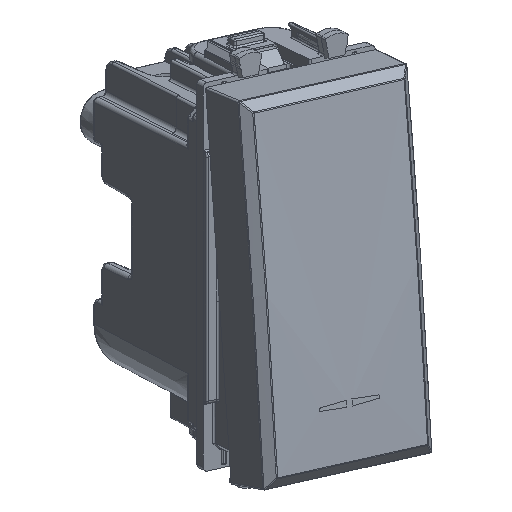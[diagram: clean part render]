
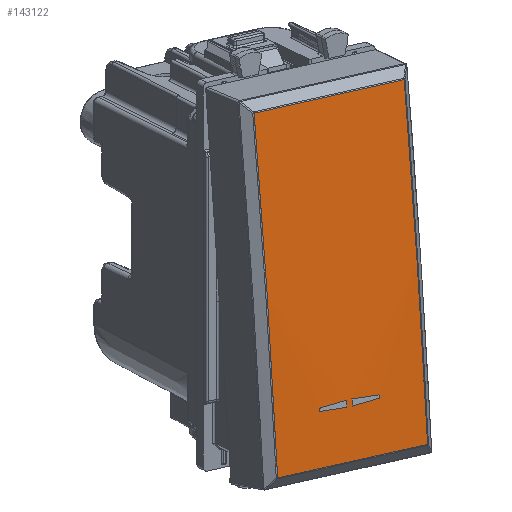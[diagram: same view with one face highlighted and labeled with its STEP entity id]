
A CAD part, top view. The second image highlights one B-rep face of the part: STEP entity #143122.
In plain terms, the highlighted cylindrical face has radius 791.456 mm (diameter 1582.91 mm), a partial arc.
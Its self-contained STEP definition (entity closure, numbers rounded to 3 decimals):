
#143003=CARTESIAN_POINT('Axis2P3D Location',(0.,0.,-775.856)) ;
#143009=CARTESIAN_POINT('Control Point',(9.75,-20.496,15.335)) ;
#143010=CARTESIAN_POINT('Control Point',(9.741,-6.835,15.688)) ;
#143011=CARTESIAN_POINT('Control Point',(9.741,6.835,15.688)) ;
#143012=CARTESIAN_POINT('Control Point',(9.75,20.496,15.335)) ;
#143013=CARTESIAN_POINT('Vertex',(9.75,-20.496,15.335)) ;
#143015=CARTESIAN_POINT('Vertex',(9.75,20.496,15.335)) ;
#143018=CARTESIAN_POINT('Line Origine',(0.,20.496,15.335)) ;
#143022=CARTESIAN_POINT('Vertex',(-9.75,20.496,15.335)) ;
#143026=CARTESIAN_POINT('Control Point',(-9.75,-20.496,15.335)) ;
#143027=CARTESIAN_POINT('Control Point',(-9.741,-6.835,15.688)) ;
#143028=CARTESIAN_POINT('Control Point',(-9.741,6.835,15.688)) ;
#143029=CARTESIAN_POINT('Control Point',(-9.75,20.496,15.335)) ;
#143030=CARTESIAN_POINT('Vertex',(-9.75,-20.496,15.335)) ;
#143033=CARTESIAN_POINT('Line Origine',(0.,-20.496,15.335)) ;
#143045=CARTESIAN_POINT('Control Point',(3.77,-13.751,15.481)) ;
#143046=CARTESIAN_POINT('Control Point',(2.642,-13.636,15.483)) ;
#143047=CARTESIAN_POINT('Control Point',(1.509,-13.569,15.484)) ;
#143048=CARTESIAN_POINT('Control Point',(0.375,-13.55,15.484)) ;
#143049=CARTESIAN_POINT('Vertex',(0.375,-13.55,15.484)) ;
#143051=CARTESIAN_POINT('Vertex',(3.77,-13.751,15.481)) ;
#143055=CARTESIAN_POINT('Control Point',(3.77,-14.149,15.474)) ;
#143056=CARTESIAN_POINT('Control Point',(3.887,-14.137,15.474)) ;
#143057=CARTESIAN_POINT('Control Point',(3.999,-14.04,15.475)) ;
#143058=CARTESIAN_POINT('Control Point',(3.999,-13.86,15.479)) ;
#143059=CARTESIAN_POINT('Control Point',(3.887,-13.763,15.48)) ;
#143060=CARTESIAN_POINT('Control Point',(3.77,-13.751,15.481)) ;
#143061=CARTESIAN_POINT('Vertex',(3.77,-14.149,15.474)) ;
#143065=CARTESIAN_POINT('Control Point',(0.375,-14.35,15.47)) ;
#143066=CARTESIAN_POINT('Control Point',(1.509,-14.331,15.47)) ;
#143067=CARTESIAN_POINT('Control Point',(2.642,-14.264,15.471)) ;
#143068=CARTESIAN_POINT('Control Point',(3.77,-14.149,15.474)) ;
#143069=CARTESIAN_POINT('Vertex',(0.375,-14.35,15.47)) ;
#143072=CARTESIAN_POINT('Axis2P3D Location',(0.375,0.,-775.856)) ;
#143083=CARTESIAN_POINT('Axis2P3D Location',(-0.375,0.,-775.856)) ;
#143087=CARTESIAN_POINT('Vertex',(-0.375,-13.55,15.484)) ;
#143089=CARTESIAN_POINT('Vertex',(-0.375,-14.35,15.47)) ;
#143093=CARTESIAN_POINT('Control Point',(-0.375,-14.35,15.47)) ;
#143094=CARTESIAN_POINT('Control Point',(-1.509,-14.331,15.47)) ;
#143095=CARTESIAN_POINT('Control Point',(-2.642,-14.264,15.471)) ;
#143096=CARTESIAN_POINT('Control Point',(-3.77,-14.149,15.474)) ;
#143097=CARTESIAN_POINT('Vertex',(-3.77,-14.149,15.474)) ;
#143101=CARTESIAN_POINT('Control Point',(-3.77,-14.149,15.474)) ;
#143102=CARTESIAN_POINT('Control Point',(-3.887,-14.137,15.474)) ;
#143103=CARTESIAN_POINT('Control Point',(-3.999,-14.04,15.475)) ;
#143104=CARTESIAN_POINT('Control Point',(-3.999,-13.86,15.479)) ;
#143105=CARTESIAN_POINT('Control Point',(-3.887,-13.763,15.48)) ;
#143106=CARTESIAN_POINT('Control Point',(-3.77,-13.751,15.481)) ;
#143107=CARTESIAN_POINT('Vertex',(-3.77,-13.751,15.481)) ;
#143111=CARTESIAN_POINT('Control Point',(-3.77,-13.751,15.481)) ;
#143112=CARTESIAN_POINT('Control Point',(-2.642,-13.636,15.483)) ;
#143113=CARTESIAN_POINT('Control Point',(-1.509,-13.569,15.484)) ;
#143114=CARTESIAN_POINT('Control Point',(-0.375,-13.55,15.484)) ;
#143004=DIRECTION('Axis2P3D Direction',(-1.,0.,0.)) ;
#143005=DIRECTION('Axis2P3D XDirection',(0.,-0.028,1.)) ;
#143019=DIRECTION('Vector Direction',(-1.,0.,0.)) ;
#143034=DIRECTION('Vector Direction',(-1.,0.,0.)) ;
#143073=DIRECTION('Axis2P3D Direction',(-1.,0.,0.)) ;
#143084=DIRECTION('Axis2P3D Direction',(-1.,0.,0.)) ;
#143006=AXIS2_PLACEMENT_3D('Cylinder Axis2P3D',#143003,#143004,#143005) ;
#143074=AXIS2_PLACEMENT_3D('Circle Axis2P3D',#143072,#143073,$) ;
#143085=AXIS2_PLACEMENT_3D('Circle Axis2P3D',#143083,#143084,$) ;
#143039=ORIENTED_EDGE('',*,*,#143017,.T.) ;
#143040=ORIENTED_EDGE('',*,*,#143024,.T.) ;
#143041=ORIENTED_EDGE('',*,*,#143032,.T.) ;
#143042=ORIENTED_EDGE('',*,*,#143037,.T.) ;
#143078=ORIENTED_EDGE('',*,*,#143053,.T.) ;
#143079=ORIENTED_EDGE('',*,*,#143063,.T.) ;
#143080=ORIENTED_EDGE('',*,*,#143071,.T.) ;
#143081=ORIENTED_EDGE('',*,*,#143076,.T.) ;
#143117=ORIENTED_EDGE('',*,*,#143091,.T.) ;
#143118=ORIENTED_EDGE('',*,*,#143099,.T.) ;
#143119=ORIENTED_EDGE('',*,*,#143109,.T.) ;
#143120=ORIENTED_EDGE('',*,*,#143115,.T.) ;
#143082=FACE_BOUND('',#143077,.T.) ;
#143121=FACE_BOUND('',#143116,.T.) ;
#143020=VECTOR('Line Direction',#143019,1.) ;
#143035=VECTOR('Line Direction',#143034,1.) ;
#143122=ADVANCED_FACE('PartBody',(#143043,#143082,#143121),#143007,.T.) ;
#143008=B_SPLINE_CURVE_WITH_KNOTS('',3,(#143009,#143010,#143011,#143012),.UNSPECIFIED.,.F.,.U.,(4,4),(17.303,88.274),.UNSPECIFIED.) ;
#143025=B_SPLINE_CURVE_WITH_KNOTS('',3,(#143026,#143027,#143028,#143029),.UNSPECIFIED.,.F.,.U.,(4,4),(17.303,88.274),.UNSPECIFIED.) ;
#143044=B_SPLINE_CURVE_WITH_KNOTS('',3,(#143045,#143046,#143047,#143048),.UNSPECIFIED.,.F.,.U.,(4,4),(0.,4.812),.UNSPECIFIED.) ;
#143054=B_SPLINE_CURVE_WITH_KNOTS('',5,(#143055,#143056,#143057,#143058,#143059,#143060),.UNSPECIFIED.,.F.,.U.,(6,6),(0.,0.83),.UNSPECIFIED.) ;
#143064=B_SPLINE_CURVE_WITH_KNOTS('',3,(#143065,#143066,#143067,#143068),.UNSPECIFIED.,.F.,.U.,(4,4),(0.,4.812),.UNSPECIFIED.) ;
#143092=B_SPLINE_CURVE_WITH_KNOTS('',3,(#143093,#143094,#143095,#143096),.UNSPECIFIED.,.F.,.U.,(4,4),(0.,4.812),.UNSPECIFIED.) ;
#143100=B_SPLINE_CURVE_WITH_KNOTS('',5,(#143101,#143102,#143103,#143104,#143105,#143106),.UNSPECIFIED.,.F.,.U.,(6,6),(0.,0.83),.UNSPECIFIED.) ;
#143110=B_SPLINE_CURVE_WITH_KNOTS('',3,(#143111,#143112,#143113,#143114),.UNSPECIFIED.,.F.,.U.,(4,4),(0.,4.812),.UNSPECIFIED.) ;
#143075=CIRCLE('generated circle',#143074,791.456) ;
#143086=CIRCLE('generated circle',#143085,791.456) ;
#143007=CYLINDRICAL_SURFACE('generated cylinder',#143006,791.456) ;
#143017=EDGE_CURVE('',#143014,#143016,#143008,.T.) ;
#143024=EDGE_CURVE('',#143016,#143023,#143021,.T.) ;
#143032=EDGE_CURVE('',#143023,#143031,#143025,.F.) ;
#143037=EDGE_CURVE('',#143031,#143014,#143036,.F.) ;
#143053=EDGE_CURVE('',#143050,#143052,#143044,.F.) ;
#143063=EDGE_CURVE('',#143052,#143062,#143054,.F.) ;
#143071=EDGE_CURVE('',#143062,#143070,#143064,.F.) ;
#143076=EDGE_CURVE('',#143070,#143050,#143075,.T.) ;
#143091=EDGE_CURVE('',#143088,#143090,#143086,.F.) ;
#143099=EDGE_CURVE('',#143090,#143098,#143092,.T.) ;
#143109=EDGE_CURVE('',#143098,#143108,#143100,.T.) ;
#143115=EDGE_CURVE('',#143108,#143088,#143110,.T.) ;
#143038=EDGE_LOOP('',(#143039,#143040,#143041,#143042)) ;
#143077=EDGE_LOOP('',(#143078,#143079,#143080,#143081)) ;
#143116=EDGE_LOOP('',(#143117,#143118,#143119,#143120)) ;
#143043=FACE_OUTER_BOUND('',#143038,.T.) ;
#143021=LINE('Line',#143018,#143020) ;
#143036=LINE('Line',#143033,#143035) ;
#143014=VERTEX_POINT('',#143013) ;
#143016=VERTEX_POINT('',#143015) ;
#143023=VERTEX_POINT('',#143022) ;
#143031=VERTEX_POINT('',#143030) ;
#143050=VERTEX_POINT('',#143049) ;
#143052=VERTEX_POINT('',#143051) ;
#143062=VERTEX_POINT('',#143061) ;
#143070=VERTEX_POINT('',#143069) ;
#143088=VERTEX_POINT('',#143087) ;
#143090=VERTEX_POINT('',#143089) ;
#143098=VERTEX_POINT('',#143097) ;
#143108=VERTEX_POINT('',#143107) ;
